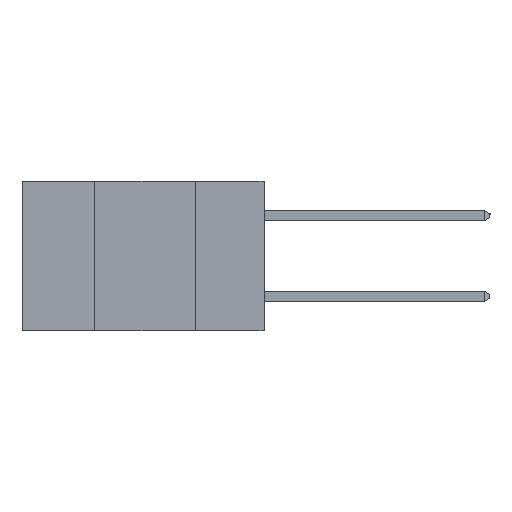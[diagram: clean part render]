
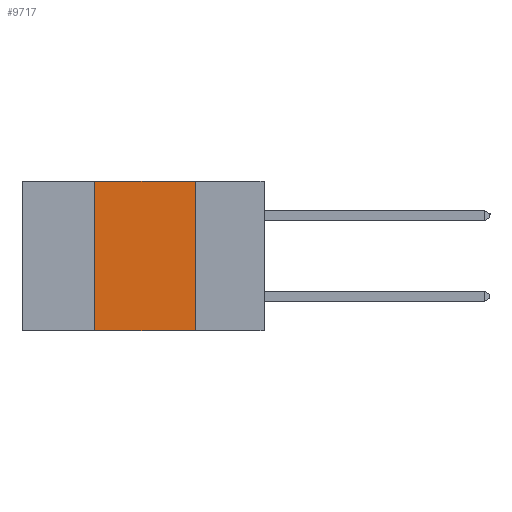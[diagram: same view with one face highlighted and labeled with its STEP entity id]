
A CAD part, left-side view. The second image highlights one B-rep face of the part: STEP entity #9717.
In plain terms, the highlighted planar face has unit normal (-1, 0, 0).
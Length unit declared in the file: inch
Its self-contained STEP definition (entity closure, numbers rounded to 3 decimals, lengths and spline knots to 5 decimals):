
#81 = CARTESIAN_POINT ( 'NONE',  ( 0., 0.42, -0.37 ) ) ;
#238 = VERTEX_POINT ( 'NONE', #10241 ) ;
#454 = CARTESIAN_POINT ( 'NONE',  ( 0., 0.6, 0. ) ) ;
#681 = EDGE_CURVE ( 'NONE', #1581, #238, #6808, .T. ) ;
#862 = ORIENTED_EDGE ( 'NONE', *, *, #15036, .F. ) ;
#1581 = VERTEX_POINT ( 'NONE', #15297 ) ;
#2032 = CARTESIAN_POINT ( 'NONE',  ( 0., 0.17, 0. ) ) ;
#2649 = FACE_OUTER_BOUND ( 'NONE', #3511, .T. ) ;
#2830 = VERTEX_POINT ( 'NONE', #10881 ) ;
#3302 = ORIENTED_EDGE ( 'NONE', *, *, #14207, .F. ) ;
#3384 = LINE ( 'NONE', #8271, #10603 ) ;
#3511 = EDGE_LOOP ( 'NONE', ( #3302, #862, #9736, #3812 ) ) ;
#3812 = ORIENTED_EDGE ( 'NONE', *, *, #13019, .T. ) ;
#4832 = PLANE ( 'NONE',  #6828 ) ;
#5066 = CARTESIAN_POINT ( 'NONE',  ( 0., 0.6, 0. ) ) ;
#6099 = DIRECTION ( 'NONE',  ( 0., 0., 1. ) ) ;
#6808 = LINE ( 'NONE', #81, #10338 ) ;
#6828 = AXIS2_PLACEMENT_3D ( 'NONE', #5066, #11969, #12277 ) ;
#8191 = LINE ( 'NONE', #11773, #14789 ) ;
#8271 = CARTESIAN_POINT ( 'NONE',  ( 0., 0.17, -0.37 ) ) ;
#9717 = ADVANCED_FACE ( 'NONE', ( #2649 ), #4832, .F. ) ;
#9736 = ORIENTED_EDGE ( 'NONE', *, *, #681, .F. ) ;
#10241 = CARTESIAN_POINT ( 'NONE',  ( 0., 0.42, 0. ) ) ;
#10338 = VECTOR ( 'NONE', #6099, 39.37008 ) ;
#10603 = VECTOR ( 'NONE', #11776, 39.37008 ) ;
#10881 = CARTESIAN_POINT ( 'NONE',  ( 0., 0.17, -0.37 ) ) ;
#11773 = CARTESIAN_POINT ( 'NONE',  ( 0., 0.6, -0.37 ) ) ;
#11776 = DIRECTION ( 'NONE',  ( 0., 0., -1. ) ) ;
#11969 = DIRECTION ( 'NONE',  ( 1., 0., 0. ) ) ;
#12277 = DIRECTION ( 'NONE',  ( 0., 0., -1. ) ) ;
#12868 = VECTOR ( 'NONE', #13533, 39.37008 ) ;
#12953 = DIRECTION ( 'NONE',  ( 0., -1., 0. ) ) ;
#13019 = EDGE_CURVE ( 'NONE', #1581, #2830, #8191, .T. ) ;
#13533 = DIRECTION ( 'NONE',  ( 0., -1., 0. ) ) ;
#13840 = LINE ( 'NONE', #454, #12868 ) ;
#14207 = EDGE_CURVE ( 'NONE', #15169, #2830, #3384, .T. ) ;
#14789 = VECTOR ( 'NONE', #12953, 39.37008 ) ;
#15036 = EDGE_CURVE ( 'NONE', #238, #15169, #13840, .T. ) ;
#15169 = VERTEX_POINT ( 'NONE', #2032 ) ;
#15297 = CARTESIAN_POINT ( 'NONE',  ( 0., 0.42, -0.37 ) ) ;
